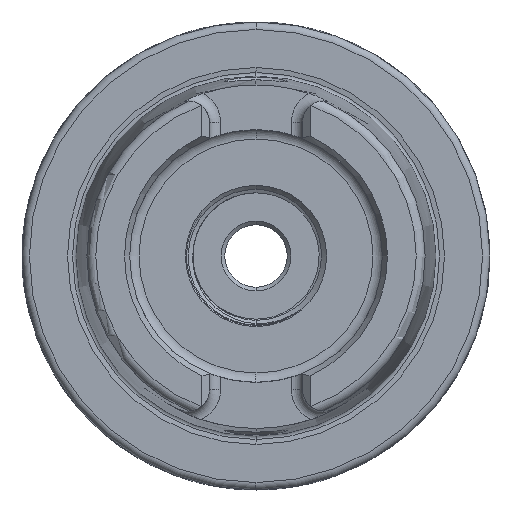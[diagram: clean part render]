
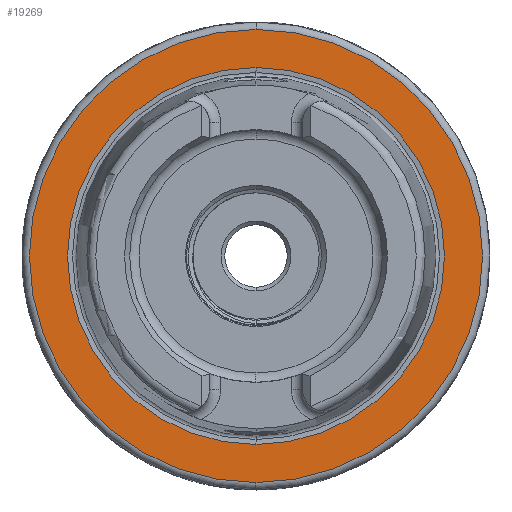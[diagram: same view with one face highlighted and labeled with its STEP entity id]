
A CAD part, left-side view. The second image highlights one B-rep face of the part: STEP entity #19269.
In plain terms, the highlighted planar face has unit normal (-1, 0, 0).
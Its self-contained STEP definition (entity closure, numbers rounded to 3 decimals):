
#1584 = VERTEX_POINT ( 'NONE', #29485 ) ;
#1599 = VERTEX_POINT ( 'NONE', #29571 ) ;
#1616 = VERTEX_POINT ( 'NONE', #29596 ) ;
#1635 = VERTEX_POINT ( 'NONE', #29583 ) ;
#1985 = FACE_BOUND ( 'NONE', #19795, .T. ) ;
#1992 = FACE_OUTER_BOUND ( 'NONE', #19739, .T. ) ;
#2887 = DIRECTION ( 'NONE',  ( 0., 0., 1. ) ) ;
#2897 = DIRECTION ( 'NONE',  ( -1., 0., 0. ) ) ;
#2910 = CARTESIAN_POINT ( 'NONE',  ( 0., 0., 0. ) ) ;
#4732 = CARTESIAN_POINT ( 'NONE',  ( 0., 0., 0. ) ) ;
#4734 = DIRECTION ( 'NONE',  ( 0., 0., 1. ) ) ;
#4760 = DIRECTION ( 'NONE',  ( -1., 0., 0. ) ) ;
#5205 = CARTESIAN_POINT ( 'NONE',  ( 0., 0., 0. ) ) ;
#5218 = DIRECTION ( 'NONE',  ( 0., 0., -1. ) ) ;
#5259 = DIRECTION ( 'NONE',  ( 1., 0., 0. ) ) ;
#10905 = CIRCLE ( 'NONE', #16125, 30.5 ) ;
#10932 = CIRCLE ( 'NONE', #16126, 25.369 ) ;
#11041 = CIRCLE ( 'NONE', #16210, 30.5 ) ;
#11109 = CIRCLE ( 'NONE', #16216, 25.369 ) ;
#12149 = DIRECTION ( 'NONE',  ( 0., 0., -1. ) ) ;
#12161 = DIRECTION ( 'NONE',  ( 1., 0., 0. ) ) ;
#12167 = CARTESIAN_POINT ( 'NONE',  ( 0., 0., 0. ) ) ;
#16037 = AXIS2_PLACEMENT_3D ( 'NONE', #22901, #22863, #22880 ) ;
#16125 = AXIS2_PLACEMENT_3D ( 'NONE', #4732, #4760, #4734 ) ;
#16126 = AXIS2_PLACEMENT_3D ( 'NONE', #5205, #5259, #5218 ) ;
#16210 = AXIS2_PLACEMENT_3D ( 'NONE', #2910, #2897, #2887 ) ;
#16216 = AXIS2_PLACEMENT_3D ( 'NONE', #12167, #12161, #12149 ) ;
#16374 = ORIENTED_EDGE ( 'NONE', *, *, #23827, .T. ) ;
#16384 = ORIENTED_EDGE ( 'NONE', *, *, #23642, .T. ) ;
#16393 = ORIENTED_EDGE ( 'NONE', *, *, #23821, .T. ) ;
#16408 = ORIENTED_EDGE ( 'NONE', *, *, #23625, .T. ) ;
#19269 = ADVANCED_FACE ( 'NONE', ( #1992, #1985 ), #22900, .T. ) ;
#19739 = EDGE_LOOP ( 'NONE', ( #16408, #16393 ) ) ;
#19795 = EDGE_LOOP ( 'NONE', ( #16384, #16374 ) ) ;
#22863 = DIRECTION ( 'NONE',  ( -1., 0., 0. ) ) ;
#22880 = DIRECTION ( 'NONE',  ( 0., 0., 1. ) ) ;
#22900 = PLANE ( 'NONE',  #16037 ) ;
#22901 = CARTESIAN_POINT ( 'NONE',  ( 0., 25.369, 0. ) ) ;
#23625 = EDGE_CURVE ( 'NONE', #1635, #1599, #10905, .T. ) ;
#23642 = EDGE_CURVE ( 'NONE', #1584, #1616, #10932, .T. ) ;
#23821 = EDGE_CURVE ( 'NONE', #1599, #1635, #11041, .T. ) ;
#23827 = EDGE_CURVE ( 'NONE', #1616, #1584, #11109, .T. ) ;
#29485 = CARTESIAN_POINT ( 'NONE',  ( 0., 0., 25.369 ) ) ;
#29571 = CARTESIAN_POINT ( 'NONE',  ( 0., 0., -30.5 ) ) ;
#29583 = CARTESIAN_POINT ( 'NONE',  ( 0., 0., 30.5 ) ) ;
#29596 = CARTESIAN_POINT ( 'NONE',  ( 0., 0., -25.369 ) ) ;
